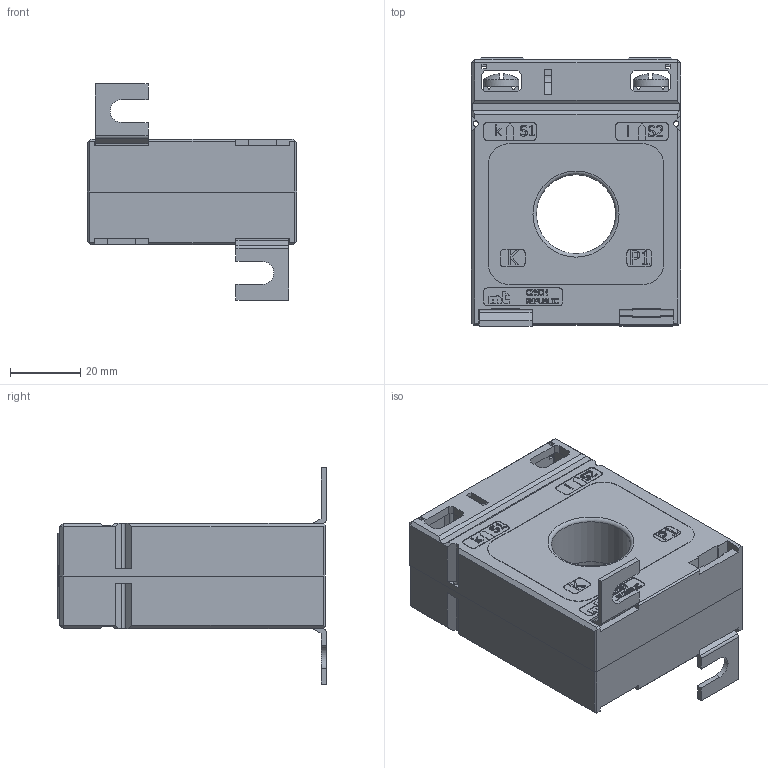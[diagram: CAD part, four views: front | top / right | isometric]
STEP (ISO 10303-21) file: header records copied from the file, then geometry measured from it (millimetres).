
FILE_DESCRIPTION(/* description */ (''),/* implementation_level */ '2;1');
FILE_NAME(/* name */ 'CLB 22R.63.step',/* time_stamp */ '2024-10-25T09:18:25+02:00',/* author */ ('peter'),/* organization */ (''),/* preprocessor_version */ 'ST-DEVELOPER v20',/* originating_system */ 'Autodesk Inventor 2025',/* authorisation */ '');
FILE_SCHEMA (('AUTOMOTIVE_DESIGN { 1 0 10303 214 3 1 1 }'));
Length unit declared in the file: millimetre
Products named in the file (8): Current transformer CLB 22R.63; Front plastic case CLB 22R.63; Back plastic case CLB 22R.63; Tape label CLB 22R.63; Secondary terminal 20 CLB; Secondary terminal cover 27 CLB; Metal mounting foot CLB; Screw M5x8
Assembly tree (13 placements, depth 2):
  Current transformer CLB 22R.63
    Front plastic case CLB 22R.63
    Back plastic case CLB 22R.63
    Tape label CLB 22R.63
    Secondary terminal 20 CLB  x2
    Secondary terminal cover 27 CLB  x2
    Metal mounting foot CLB  x2
    Screw M5x8  x4
Bounding box: 59.5 x 76.4 x 61.5 mm (x, y, z)
Volume: 114876.9 mm3; surface area: 37957.6 mm2
Topology: 13 solids, 13 shells, 1581 faces, 4374 edges, 2892 vertices
Faces by surface type: plane 1028, bspline 383, cylinder 146, cone 14, sphere 8, torus 2
Full cylindrical faces by diameter (mm): 1.5 x4, 2.95 x2, 3 x4, 3.5 x2, 4.134 x4, 5 x4, 10 x4, 22.5 x2
Entity records: 47626 total; most frequent: CARTESIAN_POINT 13047, ORIENTED_EDGE 7894, DIRECTION 5535, EDGE_CURVE 3947, LINE 2913, VECTOR 2913, VERTEX_POINT 2613, EDGE_LOOP 1534
